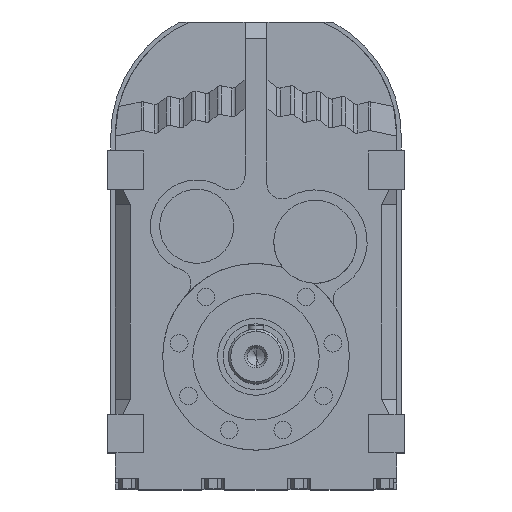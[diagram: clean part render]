
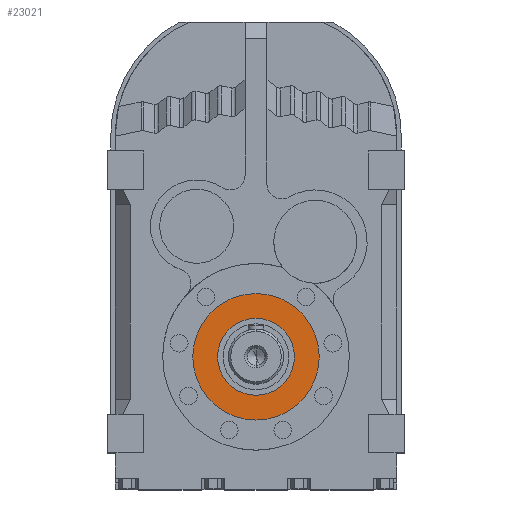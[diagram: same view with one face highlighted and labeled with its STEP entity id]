
A CAD part, top view. The second image highlights one B-rep face of the part: STEP entity #23021.
In plain terms, the highlighted planar face has unit normal (0, 0, 1).
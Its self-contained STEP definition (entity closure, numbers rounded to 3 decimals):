
#14545 = CYLINDRICAL_SURFACE('',#14546,57.6);
#14546 = AXIS2_PLACEMENT_3D('',#14547,#14548,#14549);
#14547 = CARTESIAN_POINT('',(0.,-200.,110.123));
#14548 = DIRECTION('',(0.,0.,1.));
#14549 = DIRECTION('',(1.,0.,0.));
#14571 = CYLINDRICAL_SURFACE('',#14572,57.6);
#14572 = AXIS2_PLACEMENT_3D('',#14573,#14574,#14575);
#14573 = CARTESIAN_POINT('',(0.,-200.,110.123));
#14574 = DIRECTION('',(0.,0.,1.));
#14575 = DIRECTION('',(1.,0.,0.));
#20206 = VERTEX_POINT('',#20207);
#20207 = CARTESIAN_POINT('',(-57.6,-200.,187.5));
#20228 = VERTEX_POINT('',#20229);
#20229 = CARTESIAN_POINT('',(57.6,-200.,187.5));
#20248 = EDGE_CURVE('',#20228,#20206,#20249,.T.);
#20249 = SURFACE_CURVE('',#20250,(#20255,#20261),.PCURVE_S1.);
#20250 = CIRCLE('',#20251,57.6);
#20251 = AXIS2_PLACEMENT_3D('',#20252,#20253,#20254);
#20252 = CARTESIAN_POINT('',(0.,-200.,187.5));
#20253 = DIRECTION('',(0.,0.,1.));
#20254 = DIRECTION('',(1.,0.,0.));
#20255 = PCURVE('',#14545,#20256);
#20256 = DEFINITIONAL_REPRESENTATION('',(#20257),#20260);
#20257 = B_SPLINE_CURVE_WITH_KNOTS('',1,(#20258,#20259),.UNSPECIFIED.,
  .F.,.F.,(2,2),(0.,3.142),.PIECEWISE_BEZIER_KNOTS.);
#20258 = CARTESIAN_POINT('',(0.,77.377));
#20259 = CARTESIAN_POINT('',(3.142,77.377));
#20260 = ( GEOMETRIC_REPRESENTATION_CONTEXT(2) 
PARAMETRIC_REPRESENTATION_CONTEXT() REPRESENTATION_CONTEXT('2D SPACE',''
  ) );
#20261 = PCURVE('',#20262,#20267);
#20262 = PLANE('',#20263);
#20263 = AXIS2_PLACEMENT_3D('',#20264,#20265,#20266);
#20264 = CARTESIAN_POINT('',(0.,-142.4,187.5));
#20265 = DIRECTION('',(0.,0.,1.));
#20266 = DIRECTION('',(1.,0.,0.));
#20267 = DEFINITIONAL_REPRESENTATION('',(#20268),#20272);
#20268 = CIRCLE('',#20269,57.6);
#20269 = AXIS2_PLACEMENT_2D('',#20270,#20271);
#20270 = CARTESIAN_POINT('',(0.,-57.6));
#20271 = DIRECTION('',(1.,0.));
#20272 = ( GEOMETRIC_REPRESENTATION_CONTEXT(2) 
PARAMETRIC_REPRESENTATION_CONTEXT() REPRESENTATION_CONTEXT('2D SPACE',''
  ) );
#20304 = EDGE_CURVE('',#20206,#20228,#20305,.T.);
#20305 = SURFACE_CURVE('',#20306,(#20311,#20317),.PCURVE_S1.);
#20306 = CIRCLE('',#20307,57.6);
#20307 = AXIS2_PLACEMENT_3D('',#20308,#20309,#20310);
#20308 = CARTESIAN_POINT('',(0.,-200.,187.5));
#20309 = DIRECTION('',(0.,0.,1.));
#20310 = DIRECTION('',(1.,0.,0.));
#20311 = PCURVE('',#14571,#20312);
#20312 = DEFINITIONAL_REPRESENTATION('',(#20313),#20316);
#20313 = B_SPLINE_CURVE_WITH_KNOTS('',1,(#20314,#20315),.UNSPECIFIED.,
  .F.,.F.,(2,2),(3.142,6.283),.PIECEWISE_BEZIER_KNOTS.);
#20314 = CARTESIAN_POINT('',(3.142,77.377));
#20315 = CARTESIAN_POINT('',(6.283,77.377));
#20316 = ( GEOMETRIC_REPRESENTATION_CONTEXT(2) 
PARAMETRIC_REPRESENTATION_CONTEXT() REPRESENTATION_CONTEXT('2D SPACE',''
  ) );
#20317 = PCURVE('',#20262,#20318);
#20318 = DEFINITIONAL_REPRESENTATION('',(#20319),#20323);
#20319 = CIRCLE('',#20320,57.6);
#20320 = AXIS2_PLACEMENT_2D('',#20321,#20322);
#20321 = CARTESIAN_POINT('',(0.,-57.6));
#20322 = DIRECTION('',(1.,0.));
#20323 = ( GEOMETRIC_REPRESENTATION_CONTEXT(2) 
PARAMETRIC_REPRESENTATION_CONTEXT() REPRESENTATION_CONTEXT('2D SPACE',''
  ) );
#23021 = ADVANCED_FACE('',(#23022,#23026),#20262,.T.);
#23022 = FACE_BOUND('',#23023,.T.);
#23023 = EDGE_LOOP('',(#23024,#23025));
#23024 = ORIENTED_EDGE('',*,*,#20248,.T.);
#23025 = ORIENTED_EDGE('',*,*,#20304,.T.);
#23026 = FACE_BOUND('',#23027,.T.);
#23027 = EDGE_LOOP('',(#23028,#23058));
#23028 = ORIENTED_EDGE('',*,*,#23029,.F.);
#23029 = EDGE_CURVE('',#23030,#23032,#23034,.T.);
#23030 = VERTEX_POINT('',#23031);
#23031 = CARTESIAN_POINT('',(35.,-200.,187.5));
#23032 = VERTEX_POINT('',#23033);
#23033 = CARTESIAN_POINT('',(-35.,-200.,187.5));
#23034 = SURFACE_CURVE('',#23035,(#23040,#23047),.PCURVE_S1.);
#23035 = CIRCLE('',#23036,35.);
#23036 = AXIS2_PLACEMENT_3D('',#23037,#23038,#23039);
#23037 = CARTESIAN_POINT('',(0.,-200.,187.5));
#23038 = DIRECTION('',(0.,0.,1.));
#23039 = DIRECTION('',(1.,0.,0.));
#23040 = PCURVE('',#20262,#23041);
#23041 = DEFINITIONAL_REPRESENTATION('',(#23042),#23046);
#23042 = CIRCLE('',#23043,35.);
#23043 = AXIS2_PLACEMENT_2D('',#23044,#23045);
#23044 = CARTESIAN_POINT('',(0.,-57.6));
#23045 = DIRECTION('',(1.,0.));
#23046 = ( GEOMETRIC_REPRESENTATION_CONTEXT(2) 
PARAMETRIC_REPRESENTATION_CONTEXT() REPRESENTATION_CONTEXT('2D SPACE',''
  ) );
#23047 = PCURVE('',#23048,#23053);
#23048 = CYLINDRICAL_SURFACE('',#23049,35.);
#23049 = AXIS2_PLACEMENT_3D('',#23050,#23051,#23052);
#23050 = CARTESIAN_POINT('',(0.,-200.,110.123));
#23051 = DIRECTION('',(0.,0.,1.));
#23052 = DIRECTION('',(1.,0.,0.));
#23053 = DEFINITIONAL_REPRESENTATION('',(#23054),#23057);
#23054 = B_SPLINE_CURVE_WITH_KNOTS('',1,(#23055,#23056),.UNSPECIFIED.,
  .F.,.F.,(2,2),(0.,3.142),.PIECEWISE_BEZIER_KNOTS.);
#23055 = CARTESIAN_POINT('',(0.,77.377));
#23056 = CARTESIAN_POINT('',(3.142,77.377));
#23057 = ( GEOMETRIC_REPRESENTATION_CONTEXT(2) 
PARAMETRIC_REPRESENTATION_CONTEXT() REPRESENTATION_CONTEXT('2D SPACE',''
  ) );
#23058 = ORIENTED_EDGE('',*,*,#23059,.F.);
#23059 = EDGE_CURVE('',#23032,#23030,#23060,.T.);
#23060 = SURFACE_CURVE('',#23061,(#23066,#23073),.PCURVE_S1.);
#23061 = CIRCLE('',#23062,35.);
#23062 = AXIS2_PLACEMENT_3D('',#23063,#23064,#23065);
#23063 = CARTESIAN_POINT('',(0.,-200.,187.5));
#23064 = DIRECTION('',(0.,0.,1.));
#23065 = DIRECTION('',(1.,0.,0.));
#23066 = PCURVE('',#20262,#23067);
#23067 = DEFINITIONAL_REPRESENTATION('',(#23068),#23072);
#23068 = CIRCLE('',#23069,35.);
#23069 = AXIS2_PLACEMENT_2D('',#23070,#23071);
#23070 = CARTESIAN_POINT('',(0.,-57.6));
#23071 = DIRECTION('',(1.,0.));
#23072 = ( GEOMETRIC_REPRESENTATION_CONTEXT(2) 
PARAMETRIC_REPRESENTATION_CONTEXT() REPRESENTATION_CONTEXT('2D SPACE',''
  ) );
#23073 = PCURVE('',#23074,#23079);
#23074 = CYLINDRICAL_SURFACE('',#23075,35.);
#23075 = AXIS2_PLACEMENT_3D('',#23076,#23077,#23078);
#23076 = CARTESIAN_POINT('',(0.,-200.,110.123));
#23077 = DIRECTION('',(0.,0.,1.));
#23078 = DIRECTION('',(1.,0.,0.));
#23079 = DEFINITIONAL_REPRESENTATION('',(#23080),#23083);
#23080 = B_SPLINE_CURVE_WITH_KNOTS('',1,(#23081,#23082),.UNSPECIFIED.,
  .F.,.F.,(2,2),(3.142,6.283),.PIECEWISE_BEZIER_KNOTS.);
#23081 = CARTESIAN_POINT('',(3.142,77.377));
#23082 = CARTESIAN_POINT('',(6.283,77.377));
#23083 = ( GEOMETRIC_REPRESENTATION_CONTEXT(2) 
PARAMETRIC_REPRESENTATION_CONTEXT() REPRESENTATION_CONTEXT('2D SPACE',''
  ) );
